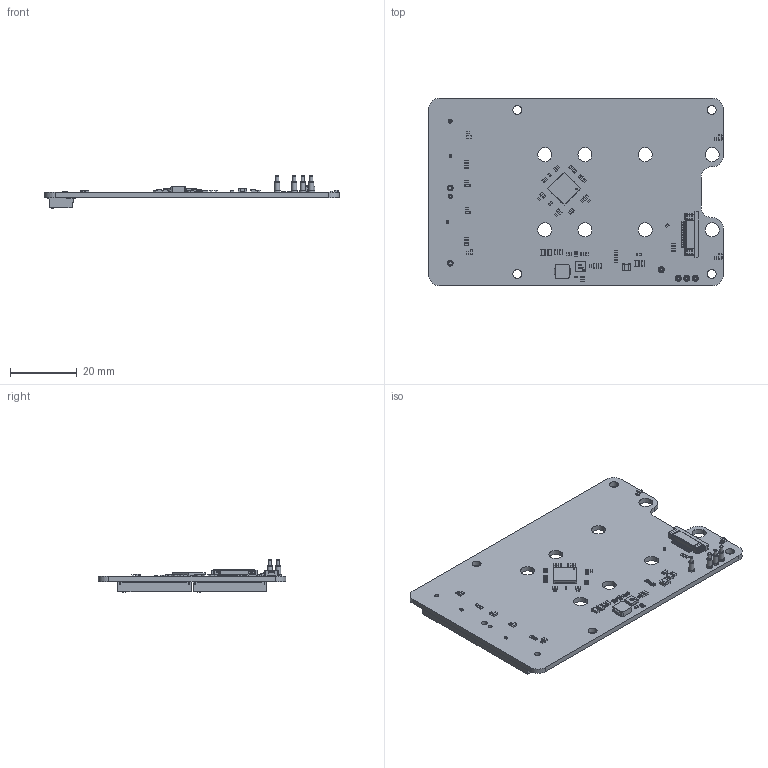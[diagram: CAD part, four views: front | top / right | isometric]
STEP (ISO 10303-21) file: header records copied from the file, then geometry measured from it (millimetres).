
FILE_DESCRIPTION(/* description */ ('PCB Design'),/* implementation_level */ '2;1');
FILE_NAME(/* name */ 'PCIe to dual M.2 hat for Raspberry Pi 5 v1',/* time_stamp */ '2025-11-18T17:12:41+08:00',/* author */ (''),/* organization */ (''),/* preprocessor_version */ 'ST-DEVELOPER v16',/* originating_system */ 'allegro_17.4S035',/* authorisation */ '');
FILE_SCHEMA (('AUTOMOTIVE_DESIGN { 1 0 10303 214 3 1 1 }'));
Products named in the file (42): PCIE TO DUAL M.2 HAT FOR RASPBERRY PI 5 V1.1; BOARD_OUTLINE; COMPONENTS; CON_MINIPEX_067_SMT_RA_M2_KEY_M; LED0603_SIDE; L4242; QFN16G_0D5_3X3X0_85MM; QFN48_0D5_7X7X0_8MM; L1008; FPC18_0D5_14_6X4_35X2MM; TP2C1_0D; C0402; C0201; C0603; C0805; R0402; MTSSD03-67MSW337(3D); 393A5DD2-C3CC-4DE8-942E-9167DAA915D2; MWSA0402S-PIN; User Library-MWSA0402S; MWSA0402S-HOUSE; QFN16-3x3; QFN_48_1EP_7x7mm_P05mm_EP545x545mm; L_1008_2520Metric; MTFP85-416SWN-03A04(3D); PogoPin; Part 3; Part 2; Part 1; Part 4
Assembly tree (114 placements, depth 5):
  PCIE TO DUAL M.2 HAT FOR RASPBERRY PI 5 V1.1
    BOARD_OUTLINE
    COMPONENTS
      CON_MINIPEX_067_SMT_RA_M2_KEY_M  x2
        MTSSD03-67MSW337(3D)
      LED0603_SIDE  x2
        393A5DD2-C3CC-4DE8-942E-9167DAA915D2
      L4242
        User Library-MWSA0402S
          MWSA0402S-HOUSE
          MWSA0402S-PIN
      QFN16G_0D5_3X3X0_85MM
        QFN16-3x3
      QFN48_0D5_7X7X0_8MM
        QFN_48_1EP_7x7mm_P05mm_EP545x545mm
      L1008
        L_1008_2520Metric
      FPC18_0D5_14_6X4_35X2MM
        MTFP85-416SWN-03A04(3D)
      TP2C1_0D  x4
        PogoPin
      C0402  x30
        Part 3
        Part 2
        Part 1
      C0201  x6
        Part 3
        Part 2
        Part 1
      C0603  x10
        Part 3
        Part 2
        Part 1
      C0805  x3
        Part 3
        Part 2
        Part 1
      R0402  x24
        Part 4
        Part 3
        Part 2
        Part 1
Bounding box: 88.01 x 56.01 x 9.58 mm (x, y, z)
Volume: 953.3 mm3; surface area: 12450.4 mm2
Topology: 288 solids, 289 shells, 7451 faces, 19138 edges, 12026 vertices
Faces by surface type: plane 4659, cylinder 2295, sphere 404, bspline 71, cone 14, torus 8
Full cylindrical faces by diameter (mm): 0.4 x1, 0.8 x4, 1 x4, 1.5 x4, 1.8 x4
Entity records: 112142 total; most frequent: CARTESIAN_POINT 21909, ORIENTED_EDGE 17438, DIRECTION 16544, EDGE_CURVE 8740, VECTOR 6815, LINE 6815, VERTEX_POINT 5782, AXIS2_PLACEMENT_3D 5127
